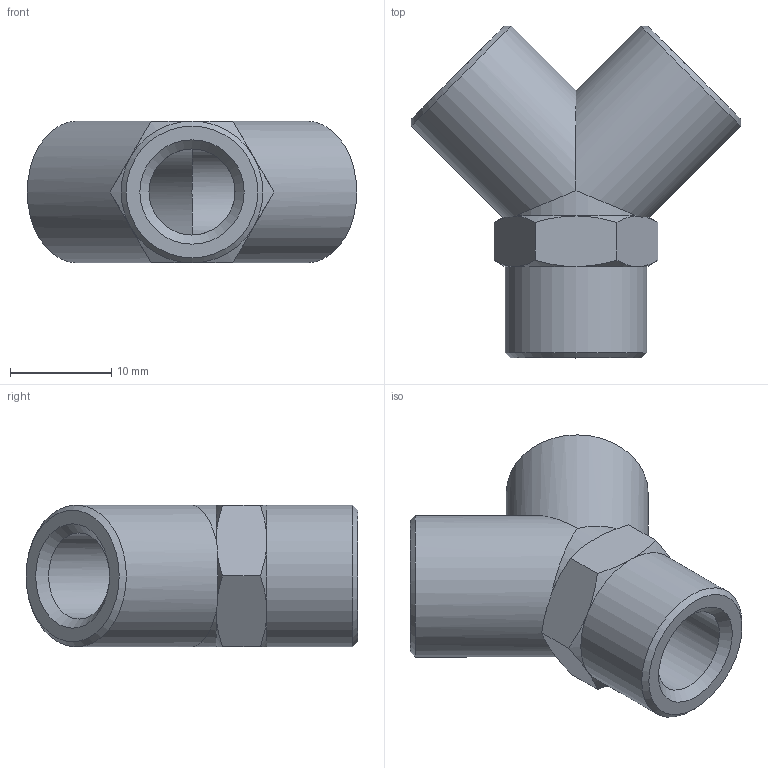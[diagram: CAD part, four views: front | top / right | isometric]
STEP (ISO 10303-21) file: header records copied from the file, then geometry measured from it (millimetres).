
FILE_DESCRIPTION (( 'STEP AP214' ), '1' );
FILE_NAME ('0601000010200A.STEP', '2013-08-07T15:02:05', ( 'ST01' ), ( '' ), 'SwSTEP 2.0', 'SolidWorks 2012', '' );
FILE_SCHEMA (( 'AUTOMOTIVE_DESIGN' ));
Length unit declared in the file: millimetre
Products named in the file (1): 0601000010200A
Bounding box: 32.53 x 32.76 x 14 mm (x, y, z)
Volume: 4183.8 mm3; surface area: 3257.3 mm2
Topology: 1 solids, 1 shells, 39 faces, 93 edges, 55 vertices
Faces by surface type: cone 18, plane 11, cylinder 10
Full cylindrical faces by diameter (mm): 8.5 x3, 14 x3
Entity records: 1113 total; most frequent: CARTESIAN_POINT 351, ORIENTED_EDGE 152, DIRECTION 134, EDGE_CURVE 76, AXIS2_PLACEMENT_3D 64, EDGE_LOOP 54, VERTEX_POINT 50, FACE_OUTER_BOUND 45
